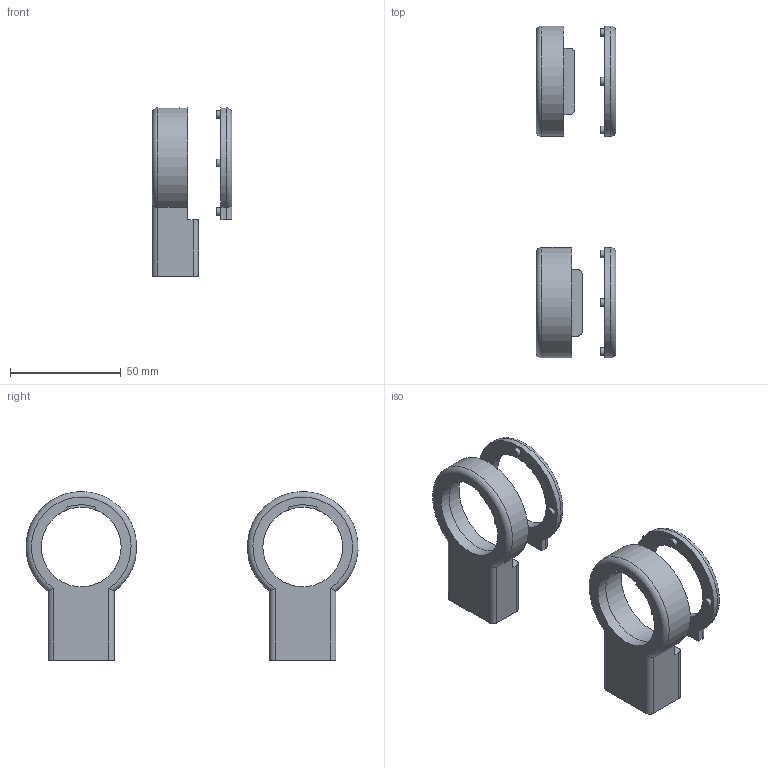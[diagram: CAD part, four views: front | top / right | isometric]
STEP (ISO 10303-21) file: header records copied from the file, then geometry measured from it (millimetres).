
FILE_DESCRIPTION(/* description */ (''),/* implementation_level */ '2;1');
FILE_NAME(/* name */ 'Lens Mounts.step',/* time_stamp */ '2023-11-25T19:26:25-06:00',/* author */ (''),/* organization */ (''),/* preprocessor_version */ 'ST-DEVELOPER v20',/* originating_system */ 'Autodesk Translation Framework v12.14.0.127',/* authorisation */ '');
FILE_SCHEMA (('AUTOMOTIVE_DESIGN { 1 0 10303 214 3 1 1 }'));
Length unit declared in the file: millimetre
Products named in the file (1): (Unsaved)
Bounding box: 36 x 149.89 x 76.02 mm (x, y, z)
Volume: 63078.7 mm3; surface area: 24812.1 mm2
Topology: 4 solids, 4 shells, 92 faces, 190 edges, 124 vertices
Faces by surface type: plane 48, cylinder 40, torus 4
Full cylindrical faces by diameter (mm): 3.5 x8, 4 x8, 10.25 x2, 36 x2, 38.25 x2
Entity records: 2591 total; most frequent: CARTESIAN_POINT 511, DIRECTION 448, ORIENTED_EDGE 380, EDGE_CURVE 190, AXIS2_PLACEMENT_3D 173, VERTEX_POINT 124, EDGE_LOOP 118, LINE 102
